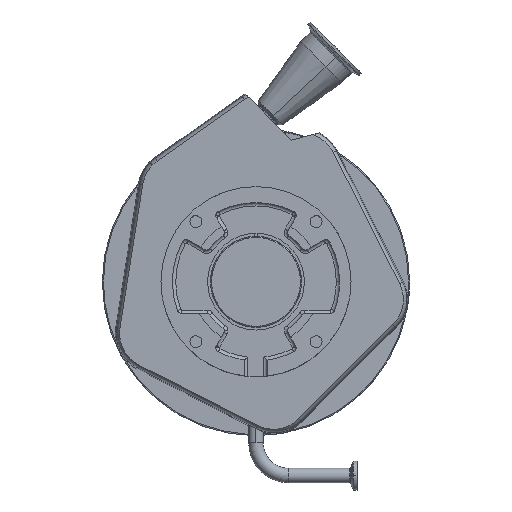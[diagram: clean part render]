
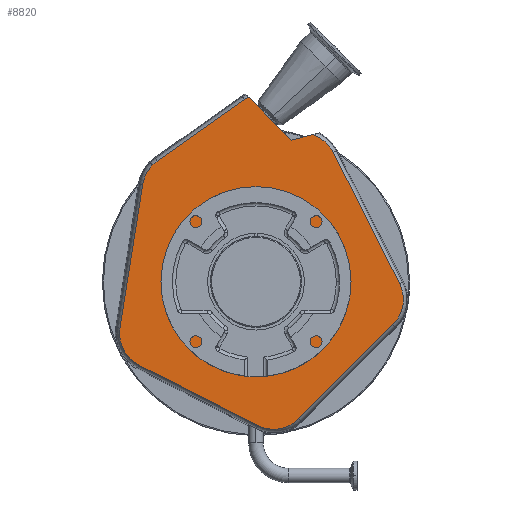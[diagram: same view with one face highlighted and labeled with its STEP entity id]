
A CAD part, top view. The second image highlights one B-rep face of the part: STEP entity #8820.
In plain terms, the highlighted planar face has unit normal (0, 0, 1).
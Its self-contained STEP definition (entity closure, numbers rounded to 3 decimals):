
#36 = VERTEX_POINT ( 'NONE', #4100 ) ;
#133 = VERTEX_POINT ( 'NONE', #2065 ) ;
#145 = CARTESIAN_POINT ( 'NONE',  ( -119.44, -40.293, -141.5 ) ) ;
#157 = DIRECTION ( 'NONE',  ( 0., 0., -1. ) ) ;
#240 = DIRECTION ( 'NONE',  ( -0.891, 0.454, 0. ) ) ;
#275 = CARTESIAN_POINT ( 'NONE',  ( 37.605, -120.315, -141.5 ) ) ;
#281 = DIRECTION ( 'NONE',  ( 0.707, -0.707, 0. ) ) ;
#290 = EDGE_CURVE ( 'NONE', #7480, #14348, #7708, .T. ) ;
#778 = EDGE_LOOP ( 'NONE', ( #8208, #10448, #13912, #5193, #11888, #13842, #5062, #11727, #10146, #11696, #7277, #8726, #4088, #10432, #10754 ) ) ;
#786 = FACE_OUTER_BOUND ( 'NONE', #778, .T. ) ;
#807 = VERTEX_POINT ( 'NONE', #8161 ) ;
#925 = CARTESIAN_POINT ( 'NONE',  ( 98.275, -15.565, -141.5 ) ) ;
#954 = VERTEX_POINT ( 'NONE', #9410 ) ;
#1025 = EDGE_CURVE ( 'NONE', #5661, #14355, #4095, .T. ) ;
#1033 = CARTESIAN_POINT ( 'NONE',  ( 120.315, -37.605, -141.5 ) ) ;
#1294 = CARTESIAN_POINT ( 'NONE',  ( 40.096, 99.742, -141.5 ) ) ;
#1336 = VERTEX_POINT ( 'NONE', #11975 ) ;
#1474 = CARTESIAN_POINT ( 'NONE',  ( 1.415, -126.047, -141.5 ) ) ;
#1769 = CARTESIAN_POINT ( 'NONE',  ( -159.395, 54.659, -141.5 ) ) ;
#1838 = LINE ( 'NONE', #1769, #10985 ) ;
#2065 = CARTESIAN_POINT ( 'NONE',  ( 67.924, 113.783, -141.5 ) ) ;
#2245 = DIRECTION ( 'NONE',  ( 0.707, -0.707, 0. ) ) ;
#2353 = DIRECTION ( 'NONE',  ( 0.707, -0.707, 0. ) ) ;
#2366 = CIRCLE ( 'NONE', #9072, 31.169 ) ;
#2631 = LINE ( 'NONE', #8327, #6591 ) ;
#2998 = AXIS2_PLACEMENT_3D ( 'NONE', #12147, #13137, #7587 ) ;
#3125 = CIRCLE ( 'NONE', #11751, 31.169 ) ;
#3180 = VERTEX_POINT ( 'NONE', #145 ) ;
#3191 = DIRECTION ( 'NONE',  ( 0., 0., -1. ) ) ;
#3216 = CARTESIAN_POINT ( 'NONE',  ( -88.655, -45.172, -141.5 ) ) ;
#3323 = DIRECTION ( 'NONE',  ( 0., 0., -1. ) ) ;
#3443 = DIRECTION ( 'NONE',  ( 0.707, -0.707, 0. ) ) ;
#3780 = VECTOR ( 'NONE', #11663, 1000. ) ;
#3956 = LINE ( 'NONE', #7418, #13405 ) ;
#3965 = VERTEX_POINT ( 'NONE', #275 ) ;
#4088 = ORIENTED_EDGE ( 'NONE', *, *, #12619, .F. ) ;
#4095 = CIRCLE ( 'NONE', #12462, 55. ) ;
#4100 = CARTESIAN_POINT ( 'NONE',  ( 49.83, 129.466, -141.5 ) ) ;
#4157 = DIRECTION ( 'NONE',  ( -0.707, 0.707, 0. ) ) ;
#4309 = CARTESIAN_POINT ( 'NONE',  ( 123.744, 123.744, -141.5 ) ) ;
#4596 = EDGE_CURVE ( 'NONE', #8724, #4946, #9481, .T. ) ;
#4613 = CARTESIAN_POINT ( 'NONE',  ( -86.721, 106.155, -141.5 ) ) ;
#4799 = EDGE_CURVE ( 'NONE', #6249, #3965, #2631, .T. ) ;
#4946 = VERTEX_POINT ( 'NONE', #11005 ) ;
#5062 = ORIENTED_EDGE ( 'NONE', *, *, #290, .F. ) ;
#5193 = ORIENTED_EDGE ( 'NONE', *, *, #4596, .F. ) ;
#5306 = EDGE_CURVE ( 'NONE', #36, #1336, #8035, .T. ) ;
#5661 = VERTEX_POINT ( 'NONE', #12051 ) ;
#5781 = CARTESIAN_POINT ( 'NONE',  ( -38.891, 38.891, -141.5 ) ) ;
#5936 = LINE ( 'NONE', #10222, #5966 ) ;
#5940 = DIRECTION ( 'NONE',  ( 0.707, -0.707, 0. ) ) ;
#5966 = VECTOR ( 'NONE', #240, 1000. ) ;
#6123 = EDGE_CURVE ( 'NONE', #14355, #5661, #6657, .T. ) ;
#6125 = DIRECTION ( 'NONE',  ( 0., 0., 1. ) ) ;
#6193 = LINE ( 'NONE', #14359, #12357 ) ;
#6200 = VECTOR ( 'NONE', #14602, 1000. ) ;
#6249 = VERTEX_POINT ( 'NONE', #1033 ) ;
#6337 = DIRECTION ( 'NONE',  ( 0.816, 0.578, 0. ) ) ;
#6452 = VERTEX_POINT ( 'NONE', #1474 ) ;
#6591 = VECTOR ( 'NONE', #12892, 1000. ) ;
#6657 = CIRCLE ( 'NONE', #11660, 55. ) ;
#6857 = AXIS2_PLACEMENT_3D ( 'NONE', #13171, #11664, #281 ) ;
#7051 = EDGE_CURVE ( 'NONE', #807, #3180, #2366, .T. ) ;
#7277 = ORIENTED_EDGE ( 'NONE', *, *, #10125, .F. ) ;
#7292 = CARTESIAN_POINT ( 'NONE',  ( -10.264, 160.332, -141.5 ) ) ;
#7300 = ORIENTED_EDGE ( 'NONE', *, *, #1025, .F. ) ;
#7418 = CARTESIAN_POINT ( 'NONE',  ( -119.44, -40.293, -141.5 ) ) ;
#7470 = DIRECTION ( 'NONE',  ( 0.45, -0.893, 0. ) ) ;
#7480 = VERTEX_POINT ( 'NONE', #11869 ) ;
#7496 = EDGE_CURVE ( 'NONE', #7746, #8724, #1838, .T. ) ;
#7587 = DIRECTION ( 'NONE',  ( 0.707, -0.707, 0. ) ) ;
#7682 = DIRECTION ( 'NONE',  ( 0., 0., 1. ) ) ;
#7708 = CIRCLE ( 'NONE', #14159, 31.169 ) ;
#7746 = VERTEX_POINT ( 'NONE', #4613 ) ;
#8035 = CIRCLE ( 'NONE', #9956, 228.831 ) ;
#8082 = AXIS2_PLACEMENT_3D ( 'NONE', #4309, #7682, #12242 ) ;
#8161 = CARTESIAN_POINT ( 'NONE',  ( -102.806, -72.944, -141.5 ) ) ;
#8208 = ORIENTED_EDGE ( 'NONE', *, *, #5306, .F. ) ;
#8213 = DIRECTION ( 'NONE',  ( 0., 0., 1. ) ) ;
#8327 = CARTESIAN_POINT ( 'NONE',  ( 12.046, -145.874, -141.5 ) ) ;
#8364 = EDGE_CURVE ( 'NONE', #14348, #7746, #13317, .T. ) ;
#8601 = CARTESIAN_POINT ( 'NONE',  ( 77.782, 77.782, -141.5 ) ) ;
#8652 = CARTESIAN_POINT ( 'NONE',  ( 117.362, 147.561, -141.5 ) ) ;
#8724 = VERTEX_POINT ( 'NONE', #7292 ) ;
#8726 = ORIENTED_EDGE ( 'NONE', *, *, #4799, .F. ) ;
#8820 = ADVANCED_FACE ( 'NONE', ( #11044, #786 ), #14486, .T. ) ;
#9072 = AXIS2_PLACEMENT_3D ( 'NONE', #3216, #14534, #3443 ) ;
#9410 = CARTESIAN_POINT ( 'NONE',  ( 31.113, 124.451, -141.5 ) ) ;
#9481 = CIRCLE ( 'NONE', #2998, 7.141 ) ;
#9956 = AXIS2_PLACEMENT_3D ( 'NONE', #10963, #11945, #4157 ) ;
#10125 = EDGE_CURVE ( 'NONE', #3965, #6452, #10312, .T. ) ;
#10146 = ORIENTED_EDGE ( 'NONE', *, *, #7051, .F. ) ;
#10222 = CARTESIAN_POINT ( 'NONE',  ( -102.806, -72.944, -141.5 ) ) ;
#10307 = CARTESIAN_POINT ( 'NONE',  ( 126.103, -1.525, -141.5 ) ) ;
#10312 = CIRCLE ( 'NONE', #14842, 31.169 ) ;
#10432 = ORIENTED_EDGE ( 'NONE', *, *, #12108, .F. ) ;
#10448 = ORIENTED_EDGE ( 'NONE', *, *, #13594, .T. ) ;
#10593 = VERTEX_POINT ( 'NONE', #10307 ) ;
#10693 = DIRECTION ( 'NONE',  ( 0.707, -0.707, 0. ) ) ;
#10704 = EDGE_CURVE ( 'NONE', #1336, #133, #3125, .T. ) ;
#10754 = ORIENTED_EDGE ( 'NONE', *, *, #10704, .F. ) ;
#10963 = CARTESIAN_POINT ( 'NONE',  ( 139.999, 339.783, -141.5 ) ) ;
#10985 = VECTOR ( 'NONE', #6337, 1000. ) ;
#11005 = CARTESIAN_POINT ( 'NONE',  ( -6.083, 161.646, -141.5 ) ) ;
#11030 = ORIENTED_EDGE ( 'NONE', *, *, #6123, .F. ) ;
#11044 = FACE_BOUND ( 'NONE', #13069, .T. ) ;
#11295 = CARTESIAN_POINT ( 'NONE',  ( 15.565, -98.275, -141.5 ) ) ;
#11462 = EDGE_CURVE ( 'NONE', #954, #4946, #13411, .T. ) ;
#11469 = CARTESIAN_POINT ( 'NONE',  ( -90.741, 102.763, -141.5 ) ) ;
#11660 = AXIS2_PLACEMENT_3D ( 'NONE', #12953, #6125, #10693 ) ;
#11663 = DIRECTION ( 'NONE',  ( -0.966, -0.259, 0. ) ) ;
#11664 = DIRECTION ( 'NONE',  ( 0., 0., -1. ) ) ;
#11696 = ORIENTED_EDGE ( 'NONE', *, *, #11715, .F. ) ;
#11715 = EDGE_CURVE ( 'NONE', #6452, #807, #5936, .T. ) ;
#11727 = ORIENTED_EDGE ( 'NONE', *, *, #14392, .F. ) ;
#11751 = AXIS2_PLACEMENT_3D ( 'NONE', #1294, #157, #5940 ) ;
#11869 = CARTESIAN_POINT ( 'NONE',  ( -99.486, 85.602, -141.5 ) ) ;
#11888 = ORIENTED_EDGE ( 'NONE', *, *, #7496, .F. ) ;
#11945 = DIRECTION ( 'NONE',  ( 0., 0., 1. ) ) ;
#11975 = CARTESIAN_POINT ( 'NONE',  ( 52.073, 128.519, -141.5 ) ) ;
#12051 = CARTESIAN_POINT ( 'NONE',  ( 38.891, -38.891, -141.5 ) ) ;
#12108 = EDGE_CURVE ( 'NONE', #133, #10593, #6193, .T. ) ;
#12147 = CARTESIAN_POINT ( 'NONE',  ( -6.135, 154.505, -141.5 ) ) ;
#12242 = DIRECTION ( 'NONE',  ( 0.707, -0.707, 0. ) ) ;
#12357 = VECTOR ( 'NONE', #7470, 1000. ) ;
#12383 = CIRCLE ( 'NONE', #13099, 31.169 ) ;
#12462 = AXIS2_PLACEMENT_3D ( 'NONE', #12762, #8213, #12988 ) ;
#12509 = DIRECTION ( 'NONE',  ( 0., 0., -1. ) ) ;
#12619 = EDGE_CURVE ( 'NONE', #10593, #6249, #12383, .T. ) ;
#12762 = CARTESIAN_POINT ( 'NONE',  ( 0., 0., -141.5 ) ) ;
#12892 = DIRECTION ( 'NONE',  ( -0.707, -0.707, 0. ) ) ;
#12953 = CARTESIAN_POINT ( 'NONE',  ( 0., 0., -141.5 ) ) ;
#12988 = DIRECTION ( 'NONE',  ( 0.707, -0.707, 0. ) ) ;
#13069 = EDGE_LOOP ( 'NONE', ( #7300, #11030 ) ) ;
#13099 = AXIS2_PLACEMENT_3D ( 'NONE', #925, #3323, #14640 ) ;
#13137 = DIRECTION ( 'NONE',  ( 0., 0., -1. ) ) ;
#13171 = CARTESIAN_POINT ( 'NONE',  ( -68.701, 80.723, -141.5 ) ) ;
#13317 = CIRCLE ( 'NONE', #6857, 31.169 ) ;
#13405 = VECTOR ( 'NONE', #14002, 1000. ) ;
#13411 = LINE ( 'NONE', #8601, #6200 ) ;
#13594 = EDGE_CURVE ( 'NONE', #36, #954, #14341, .T. ) ;
#13842 = ORIENTED_EDGE ( 'NONE', *, *, #8364, .F. ) ;
#13912 = ORIENTED_EDGE ( 'NONE', *, *, #11462, .T. ) ;
#14002 = DIRECTION ( 'NONE',  ( 0.157, 0.988, 0. ) ) ;
#14159 = AXIS2_PLACEMENT_3D ( 'NONE', #14760, #12509, #2245 ) ;
#14341 = LINE ( 'NONE', #8652, #3780 ) ;
#14348 = VERTEX_POINT ( 'NONE', #11469 ) ;
#14355 = VERTEX_POINT ( 'NONE', #5781 ) ;
#14359 = CARTESIAN_POINT ( 'NONE',  ( 100.078, 50.054, -141.5 ) ) ;
#14392 = EDGE_CURVE ( 'NONE', #3180, #7480, #3956, .T. ) ;
#14486 = PLANE ( 'NONE',  #8082 ) ;
#14534 = DIRECTION ( 'NONE',  ( 0., 0., -1. ) ) ;
#14602 = DIRECTION ( 'NONE',  ( -0.707, 0.707, 0. ) ) ;
#14640 = DIRECTION ( 'NONE',  ( 0.707, -0.707, 0. ) ) ;
#14760 = CARTESIAN_POINT ( 'NONE',  ( -68.701, 80.723, -141.5 ) ) ;
#14842 = AXIS2_PLACEMENT_3D ( 'NONE', #11295, #3191, #2353 ) ;
